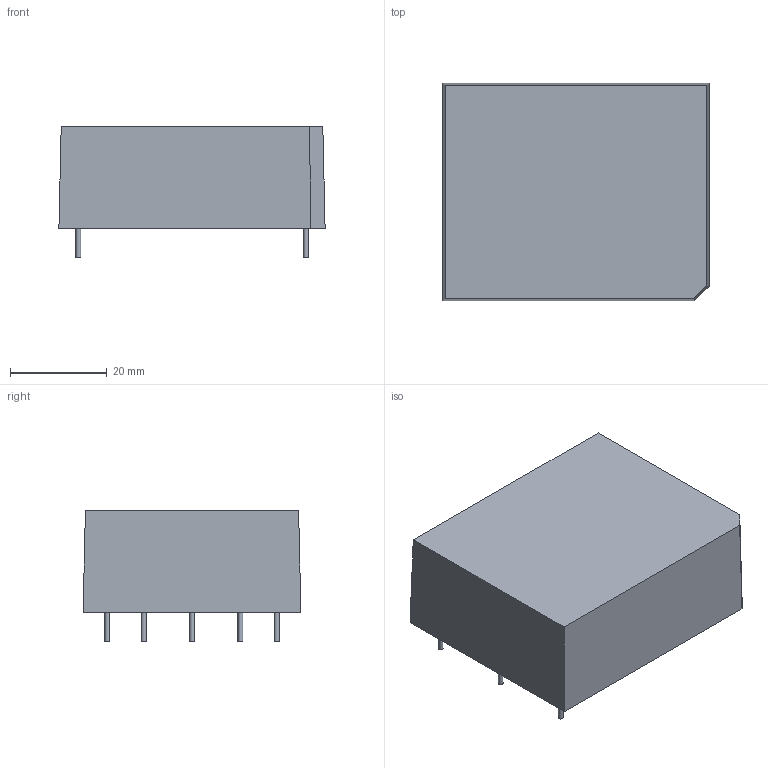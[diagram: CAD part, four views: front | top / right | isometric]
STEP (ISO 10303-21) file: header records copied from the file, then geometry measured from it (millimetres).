
FILE_DESCRIPTION(/* description */ ('STEP AP242','CAx-IF Rec.Pracs.---Representation and Presentation of Product Manufacturing Information (PMI)---4.0---2014-10-13','CAx-IF Rec.Pracs.---3D Tessellated Geometry---0.4---2014-09-14','2;1'),/* implementation_level */ '2;1');
FILE_NAME(/* name */ '64f8e8088820cd325d25306b',/* time_stamp */ '2023-09-06T20:58:48Z',/* author */ (''),/* organization */ (''),/* preprocessor_version */ 'ST-DEVELOPER v19.4',/* originating_system */ ' ',/* authorisation */ ' ');
FILE_SCHEMA (('AP242_MANAGED_MODEL_BASED_3D_ENGINEERING_MIM_LF { 1 0 10303 442 1 1 4 }'));
Length unit declared in the file: metre
Products named in the file (6): Part 6; Part 5; Part 4; Part 3; Part 2; Part 1
Bounding box: 55 x 45 x 27 mm (x, y, z)
Volume: 50918.2 mm3; surface area: 9075.3 mm2
Topology: 6 solids, 6 shells, 22 faces, 30 edges, 20 vertices
Faces by surface type: plane 17, cylinder 5
Full cylindrical faces by diameter (mm): 1 x5
Entity records: 587 total; most frequent: DIRECTION 91, CARTESIAN_POINT 73, ORIENTED_EDGE 50, AXIS2_PLACEMENT_3D 38, EDGE_LOOP 27, FACE_BOUND 27, EDGE_CURVE 25, ADVANCED_FACE 22
